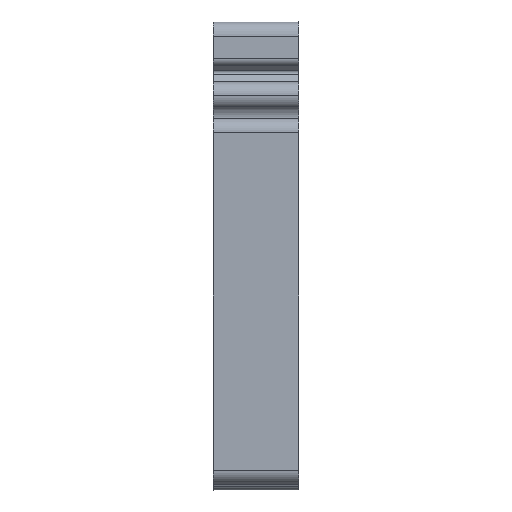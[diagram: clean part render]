
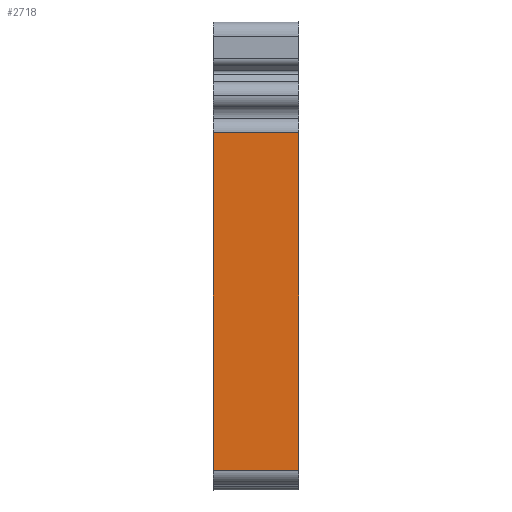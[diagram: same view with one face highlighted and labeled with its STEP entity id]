
A CAD part, left-side view. The second image highlights one B-rep face of the part: STEP entity #2718.
In plain terms, the highlighted face is planar.
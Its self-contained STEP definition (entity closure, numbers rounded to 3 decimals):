
#42 = VECTOR ( 'NONE', #2463, 1000. ) ;
#47 = VECTOR ( 'NONE', #1644, 1000. ) ;
#178 = VERTEX_POINT ( 'NONE', #1800 ) ;
#326 = DIRECTION ( 'NONE',  ( 0., 1., 0. ) ) ;
#537 = FACE_OUTER_BOUND ( 'NONE', #3131, .T. ) ;
#547 = DIRECTION ( 'NONE',  ( -1., 0., 0. ) ) ;
#556 = EDGE_CURVE ( 'NONE', #3026, #1482, #3037, .T. ) ;
#781 = CARTESIAN_POINT ( 'NONE',  ( 6., 2.9, 20.266 ) ) ;
#796 = ORIENTED_EDGE ( 'NONE', *, *, #1078, .T. ) ;
#1063 = VECTOR ( 'NONE', #2872, 1000. ) ;
#1078 = EDGE_CURVE ( 'NONE', #1771, #3026, #2449, .T. ) ;
#1143 = ORIENTED_EDGE ( 'NONE', *, *, #2487, .F. ) ;
#1194 = LINE ( 'NONE', #3117, #1063 ) ;
#1286 = AXIS2_PLACEMENT_3D ( 'NONE', #2512, #326, #2276 ) ;
#1433 = CARTESIAN_POINT ( 'NONE',  ( 6., 2.9, -3.326 ) ) ;
#1482 = VERTEX_POINT ( 'NONE', #2044 ) ;
#1606 = EDGE_CURVE ( 'NONE', #178, #1771, #1712, .T. ) ;
#1644 = DIRECTION ( 'NONE',  ( 1., 0., 0. ) ) ;
#1712 = LINE ( 'NONE', #3112, #47 ) ;
#1771 = VERTEX_POINT ( 'NONE', #781 ) ;
#1800 = CARTESIAN_POINT ( 'NONE',  ( 0., 2.9, 20.266 ) ) ;
#1972 = ORIENTED_EDGE ( 'NONE', *, *, #1606, .T. ) ;
#2032 = CARTESIAN_POINT ( 'NONE',  ( 0., 2.9, -3.326 ) ) ;
#2044 = CARTESIAN_POINT ( 'NONE',  ( 0., 2.9, -3.326 ) ) ;
#2216 = CARTESIAN_POINT ( 'NONE',  ( 6., 2.9, -3.326 ) ) ;
#2276 = DIRECTION ( 'NONE',  ( 0., 0., 1. ) ) ;
#2449 = LINE ( 'NONE', #2216, #42 ) ;
#2463 = DIRECTION ( 'NONE',  ( 0., 0., -1. ) ) ;
#2487 = EDGE_CURVE ( 'NONE', #178, #1482, #1194, .T. ) ;
#2512 = CARTESIAN_POINT ( 'NONE',  ( 0., 2.9, -3.326 ) ) ;
#2718 = ADVANCED_FACE ( 'NONE', ( #537 ), #3013, .T. ) ;
#2796 = ORIENTED_EDGE ( 'NONE', *, *, #556, .T. ) ;
#2872 = DIRECTION ( 'NONE',  ( 0., 0., -1. ) ) ;
#2955 = VECTOR ( 'NONE', #547, 1000. ) ;
#3013 = PLANE ( 'NONE',  #1286 ) ;
#3026 = VERTEX_POINT ( 'NONE', #1433 ) ;
#3037 = LINE ( 'NONE', #2032, #2955 ) ;
#3112 = CARTESIAN_POINT ( 'NONE',  ( 0., 2.9, 20.266 ) ) ;
#3117 = CARTESIAN_POINT ( 'NONE',  ( 0., 2.9, 28.817 ) ) ;
#3131 = EDGE_LOOP ( 'NONE', ( #2796, #1143, #1972, #796 ) ) ;
